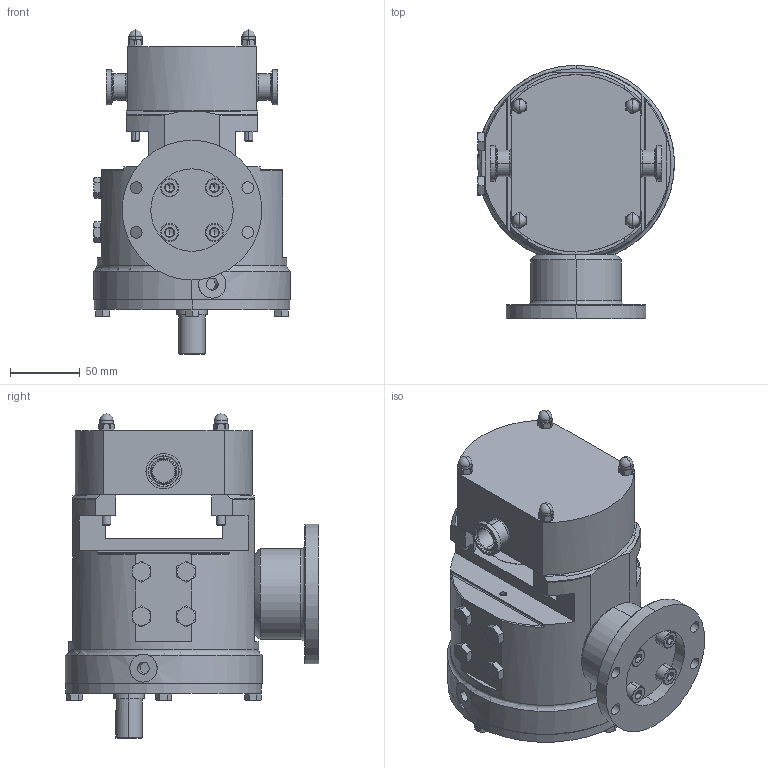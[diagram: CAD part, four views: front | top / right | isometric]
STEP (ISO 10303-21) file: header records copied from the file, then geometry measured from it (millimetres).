
FILE_DESCRIPTION((''),'2;1');
FILE_NAME('FL250_0_75_TRI_CLAMP_SW0001','2023-01-24T07:36:20',('DS'),(''),'CREO PARAMETRIC BY PTC INC, 2022281','CREO PARAMETRIC BY PTC INC, 2022281','');
FILE_SCHEMA(('CONFIG_CONTROL_DESIGN'));
Length unit declared in the file: millimetre
Products named in the file (1): FL250_0_75_TRI_CLAMP_SW0001
Bounding box: 141 x 181.5 x 232.12 mm (x, y, z)
Volume: 2306996.5 mm3; surface area: 181918 mm2
Topology: 2 solids, 3 shells, 611 faces, 1484 edges, 905 vertices
Faces by surface type: plane 221, cylinder 187, cone 125, torus 66, sphere 8, bspline 4
Entity records: 20923 total; most frequent: CARTESIAN_POINT 6623, DIRECTION 3089, ORIENTED_EDGE 2924, EDGE_CURVE 1462, AXIS2_PLACEMENT_3D 1265, VERTEX_POINT 905, EDGE_LOOP 683, CIRCLE 658
